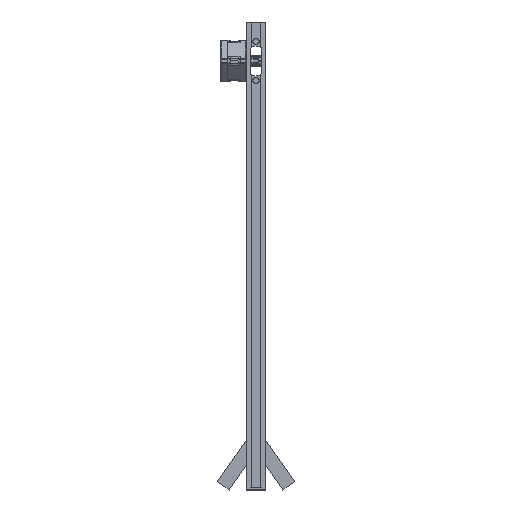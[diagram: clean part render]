
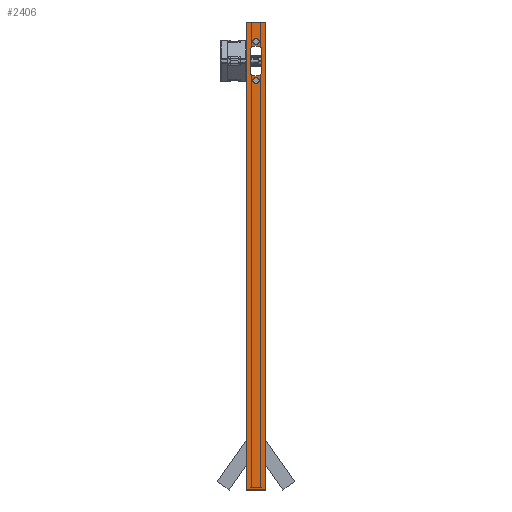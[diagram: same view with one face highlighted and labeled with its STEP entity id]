
A CAD part, left-side view. The second image highlights one B-rep face of the part: STEP entity #2406.
In plain terms, the highlighted planar face has unit normal (-1, 0, 0).
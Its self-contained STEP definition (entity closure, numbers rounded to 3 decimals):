
#2406 = ADVANCED_FACE('',(#2407,#2441,#2452,#2522),#2533,.T.);
#2407 = FACE_BOUND('',#2408,.T.);
#2408 = EDGE_LOOP('',(#2409,#2419,#2427,#2435));
#2409 = ORIENTED_EDGE('',*,*,#2410,.T.);
#2410 = EDGE_CURVE('',#2411,#2413,#2415,.T.);
#2411 = VERTEX_POINT('',#2412);
#2412 = CARTESIAN_POINT('',(-12.7,-12.7,0.));
#2413 = VERTEX_POINT('',#2414);
#2414 = CARTESIAN_POINT('',(-12.7,-12.7,609.6));
#2415 = LINE('',#2416,#2417);
#2416 = CARTESIAN_POINT('',(-12.7,-12.7,0.));
#2417 = VECTOR('',#2418,1.);
#2418 = DIRECTION('',(0.,0.,1.));
#2419 = ORIENTED_EDGE('',*,*,#2420,.T.);
#2420 = EDGE_CURVE('',#2413,#2421,#2423,.T.);
#2421 = VERTEX_POINT('',#2422);
#2422 = CARTESIAN_POINT('',(-12.7,12.7,609.6));
#2423 = LINE('',#2424,#2425);
#2424 = CARTESIAN_POINT('',(-12.7,-12.7,609.6));
#2425 = VECTOR('',#2426,1.);
#2426 = DIRECTION('',(0.,1.,0.));
#2427 = ORIENTED_EDGE('',*,*,#2428,.F.);
#2428 = EDGE_CURVE('',#2429,#2421,#2431,.T.);
#2429 = VERTEX_POINT('',#2430);
#2430 = CARTESIAN_POINT('',(-12.7,12.7,0.));
#2431 = LINE('',#2432,#2433);
#2432 = CARTESIAN_POINT('',(-12.7,12.7,0.));
#2433 = VECTOR('',#2434,1.);
#2434 = DIRECTION('',(0.,0.,1.));
#2435 = ORIENTED_EDGE('',*,*,#2436,.F.);
#2436 = EDGE_CURVE('',#2411,#2429,#2437,.T.);
#2437 = LINE('',#2438,#2439);
#2438 = CARTESIAN_POINT('',(-12.7,-12.7,0.));
#2439 = VECTOR('',#2440,1.);
#2440 = DIRECTION('',(0.,1.,0.));
#2441 = FACE_BOUND('',#2442,.T.);
#2442 = EDGE_LOOP('',(#2443));
#2443 = ORIENTED_EDGE('',*,*,#2444,.T.);
#2444 = EDGE_CURVE('',#2445,#2445,#2447,.T.);
#2445 = VERTEX_POINT('',#2446);
#2446 = CARTESIAN_POINT('',(-12.7,4.,584.2));
#2447 = CIRCLE('',#2448,4.);
#2448 = AXIS2_PLACEMENT_3D('',#2449,#2450,#2451);
#2449 = CARTESIAN_POINT('',(-12.7,0.,584.2));
#2450 = DIRECTION('',(1.,0.,0.));
#2451 = DIRECTION('',(0.,1.,0.));
#2452 = FACE_BOUND('',#2453,.T.);
#2453 = EDGE_LOOP('',(#2454,#2465,#2473,#2482,#2490,#2499,#2507,#2516));
#2454 = ORIENTED_EDGE('',*,*,#2455,.F.);
#2455 = EDGE_CURVE('',#2456,#2458,#2460,.T.);
#2456 = VERTEX_POINT('',#2457);
#2457 = CARTESIAN_POINT('',(-12.7,7.62,544.513));
#2458 = VERTEX_POINT('',#2459);
#2459 = CARTESIAN_POINT('',(-12.7,2.858,539.75));
#2460 = CIRCLE('',#2461,4.763);
#2461 = AXIS2_PLACEMENT_3D('',#2462,#2463,#2464);
#2462 = CARTESIAN_POINT('',(-12.7,2.858,544.513));
#2463 = DIRECTION('',(-1.,0.,0.));
#2464 = DIRECTION('',(0.,-1.,0.));
#2465 = ORIENTED_EDGE('',*,*,#2466,.T.);
#2466 = EDGE_CURVE('',#2456,#2467,#2469,.T.);
#2467 = VERTEX_POINT('',#2468);
#2468 = CARTESIAN_POINT('',(-12.7,7.62,573.087));
#2469 = LINE('',#2470,#2471);
#2470 = CARTESIAN_POINT('',(-12.7,7.62,544.513));
#2471 = VECTOR('',#2472,1.);
#2472 = DIRECTION('',(0.,0.,1.));
#2473 = ORIENTED_EDGE('',*,*,#2474,.F.);
#2474 = EDGE_CURVE('',#2475,#2467,#2477,.T.);
#2475 = VERTEX_POINT('',#2476);
#2476 = CARTESIAN_POINT('',(-12.7,2.858,577.85));
#2477 = CIRCLE('',#2478,4.763);
#2478 = AXIS2_PLACEMENT_3D('',#2479,#2480,#2481);
#2479 = CARTESIAN_POINT('',(-12.7,2.858,573.087));
#2480 = DIRECTION('',(-1.,0.,0.));
#2481 = DIRECTION('',(0.,-1.,0.));
#2482 = ORIENTED_EDGE('',*,*,#2483,.T.);
#2483 = EDGE_CURVE('',#2475,#2484,#2486,.T.);
#2484 = VERTEX_POINT('',#2485);
#2485 = CARTESIAN_POINT('',(-12.7,-2.858,577.85));
#2486 = LINE('',#2487,#2488);
#2487 = CARTESIAN_POINT('',(-12.7,2.858,577.85));
#2488 = VECTOR('',#2489,1.);
#2489 = DIRECTION('',(0.,-1.,0.));
#2490 = ORIENTED_EDGE('',*,*,#2491,.F.);
#2491 = EDGE_CURVE('',#2492,#2484,#2494,.T.);
#2492 = VERTEX_POINT('',#2493);
#2493 = CARTESIAN_POINT('',(-12.7,-7.62,573.087));
#2494 = CIRCLE('',#2495,4.763);
#2495 = AXIS2_PLACEMENT_3D('',#2496,#2497,#2498);
#2496 = CARTESIAN_POINT('',(-12.7,-2.858,573.087));
#2497 = DIRECTION('',(-1.,0.,0.));
#2498 = DIRECTION('',(0.,-1.,0.));
#2499 = ORIENTED_EDGE('',*,*,#2500,.T.);
#2500 = EDGE_CURVE('',#2492,#2501,#2503,.T.);
#2501 = VERTEX_POINT('',#2502);
#2502 = CARTESIAN_POINT('',(-12.7,-7.62,544.513));
#2503 = LINE('',#2504,#2505);
#2504 = CARTESIAN_POINT('',(-12.7,-7.62,573.087));
#2505 = VECTOR('',#2506,1.);
#2506 = DIRECTION('',(0.,0.,-1.));
#2507 = ORIENTED_EDGE('',*,*,#2508,.F.);
#2508 = EDGE_CURVE('',#2509,#2501,#2511,.T.);
#2509 = VERTEX_POINT('',#2510);
#2510 = CARTESIAN_POINT('',(-12.7,-2.858,539.75));
#2511 = CIRCLE('',#2512,4.763);
#2512 = AXIS2_PLACEMENT_3D('',#2513,#2514,#2515);
#2513 = CARTESIAN_POINT('',(-12.7,-2.858,544.513));
#2514 = DIRECTION('',(-1.,0.,0.));
#2515 = DIRECTION('',(0.,-1.,0.));
#2516 = ORIENTED_EDGE('',*,*,#2517,.T.);
#2517 = EDGE_CURVE('',#2509,#2458,#2518,.T.);
#2518 = LINE('',#2519,#2520);
#2519 = CARTESIAN_POINT('',(-12.7,-2.858,539.75));
#2520 = VECTOR('',#2521,1.);
#2521 = DIRECTION('',(0.,1.,0.));
#2522 = FACE_BOUND('',#2523,.T.);
#2523 = EDGE_LOOP('',(#2524));
#2524 = ORIENTED_EDGE('',*,*,#2525,.T.);
#2525 = EDGE_CURVE('',#2526,#2526,#2528,.T.);
#2526 = VERTEX_POINT('',#2527);
#2527 = CARTESIAN_POINT('',(-12.7,4.,533.4));
#2528 = CIRCLE('',#2529,4.);
#2529 = AXIS2_PLACEMENT_3D('',#2530,#2531,#2532);
#2530 = CARTESIAN_POINT('',(-12.7,0.,533.4));
#2531 = DIRECTION('',(1.,0.,0.));
#2532 = DIRECTION('',(0.,1.,0.));
#2533 = PLANE('',#2534);
#2534 = AXIS2_PLACEMENT_3D('',#2535,#2536,#2537);
#2535 = CARTESIAN_POINT('',(-12.7,-12.7,0.));
#2536 = DIRECTION('',(-1.,0.,0.));
#2537 = DIRECTION('',(0.,1.,0.));
